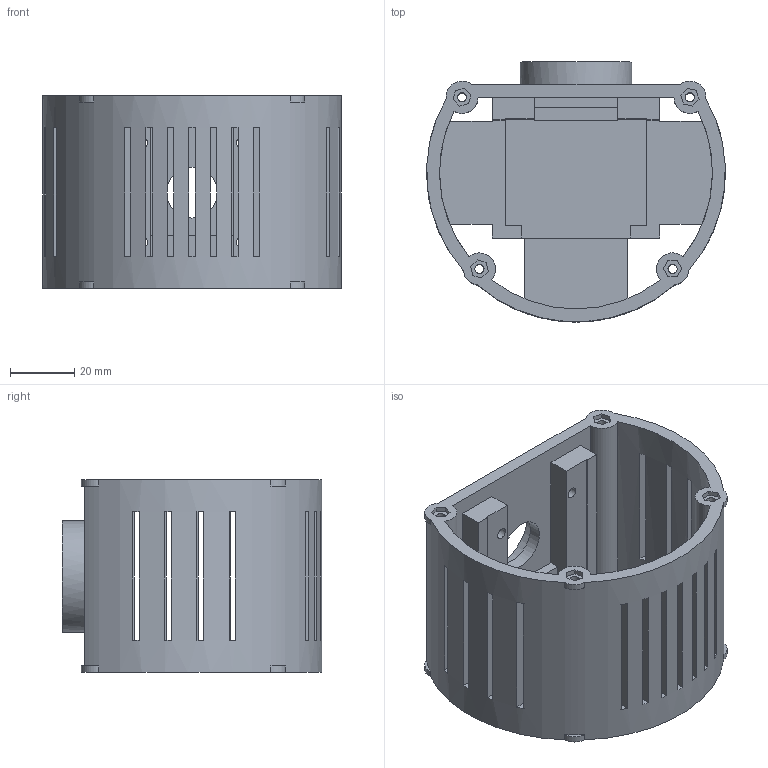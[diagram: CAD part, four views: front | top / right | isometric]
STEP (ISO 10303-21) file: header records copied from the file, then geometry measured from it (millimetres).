
FILE_DESCRIPTION(/* description */ (''),/* implementation_level */ '2;1');
FILE_NAME(/* name */ 'SHOULDER WALLS V4.step',/* time_stamp */ '2024-07-29T01:26:09-04:00',/* author */ (''),/* organization */ (''),/* preprocessor_version */ 'ST-DEVELOPER v20',/* originating_system */ 'Autodesk Translation Framework v13.14.0.145',/* authorisation */ '');
FILE_SCHEMA (('AUTOMOTIVE_DESIGN { 1 0 10303 214 3 1 1 }'));
Length unit declared in the file: millimetre
Products named in the file (1): SHOULDER JOINT
Bounding box: 93 x 80.91 x 60 mm (x, y, z)
Volume: 100056.5 mm3; surface area: 51554.7 mm2
Topology: 1 solids, 1 shells, 221 faces, 625 edges, 414 vertices
Faces by surface type: plane 187, cylinder 34
Full cylindrical faces by diameter (mm): 2.85 x4, 3.4 x4, 6 x4, 15.8 x1, 28.2 x1, 34.8 x1
Entity records: 7332 total; most frequent: CARTESIAN_POINT 1263, ORIENTED_EDGE 1254, DIRECTION 1231, EDGE_CURVE 627, LINE 467, VECTOR 467, VERTEX_POINT 414, AXIS2_PLACEMENT_3D 382
